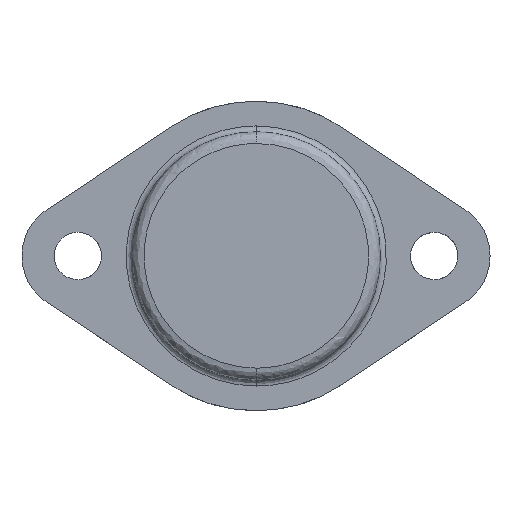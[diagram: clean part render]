
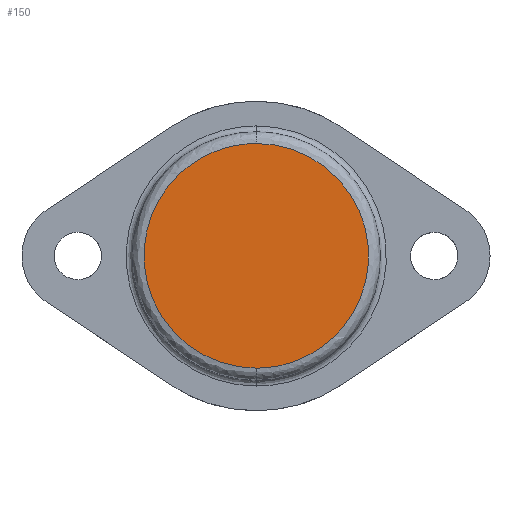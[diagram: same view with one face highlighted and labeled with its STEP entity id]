
A CAD part, top view. The second image highlights one B-rep face of the part: STEP entity #150.
In plain terms, the highlighted planar face has unit normal (0, 0, 1).
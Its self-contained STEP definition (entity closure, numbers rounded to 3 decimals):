
#150=ADVANCED_FACE('',(#211),#890,.T.);
#211=FACE_OUTER_BOUND('',#274,.T.);
#274=EDGE_LOOP('',(#421,#422));
#421=ORIENTED_EDGE('',*,*,#670,.F.);
#422=ORIENTED_EDGE('',*,*,#608,.F.);
#608=EDGE_CURVE('',#846,#845,#766,.T.);
#670=EDGE_CURVE('',#845,#846,#792,.T.);
#766=(
BOUNDED_CURVE()
B_SPLINE_CURVE(3,(#1950,#1951,#1952,#1953),.UNSPECIFIED.,.F.,.F.)
B_SPLINE_CURVE_WITH_KNOTS((4,4),(0.,63.),.UNSPECIFIED.)
CURVE()
GEOMETRIC_REPRESENTATION_ITEM()
RATIONAL_B_SPLINE_CURVE((1.,0.333,0.333,1.))
REPRESENTATION_ITEM('')
);
#792=(
BOUNDED_CURVE()
B_SPLINE_CURVE(3,(#2241,#2242,#2243,#2244),.UNSPECIFIED.,.F.,.F.)
B_SPLINE_CURVE_WITH_KNOTS((4,4),(0.,63.),.UNSPECIFIED.)
CURVE()
GEOMETRIC_REPRESENTATION_ITEM()
RATIONAL_B_SPLINE_CURVE((1.,0.333,0.333,1.))
REPRESENTATION_ITEM('')
);
#845=VERTEX_POINT('',#1889);
#846=VERTEX_POINT('',#1890);
#890=PLANE('',#971);
#971=AXIS2_PLACEMENT_3D('',#1543,#1001,$);
#1001=DIRECTION('',(0.,0.,1.));
#1543=CARTESIAN_POINT('',(22.779,11.381,8.5));
#1889=CARTESIAN_POINT('',(-0.022,-9.52,8.5));
#1890=CARTESIAN_POINT('',(-0.022,9.48,8.5));
#1950=CARTESIAN_POINT('',(-0.022,9.48,8.5));
#1951=CARTESIAN_POINT('',(18.978,9.48,8.5));
#1952=CARTESIAN_POINT('',(18.978,-9.52,8.5));
#1953=CARTESIAN_POINT('',(-0.022,-9.52,8.5));
#2241=CARTESIAN_POINT('',(-0.022,-9.52,8.5));
#2242=CARTESIAN_POINT('',(-19.022,-9.52,8.5));
#2243=CARTESIAN_POINT('',(-19.022,9.48,8.5));
#2244=CARTESIAN_POINT('',(-0.022,9.48,8.5));
